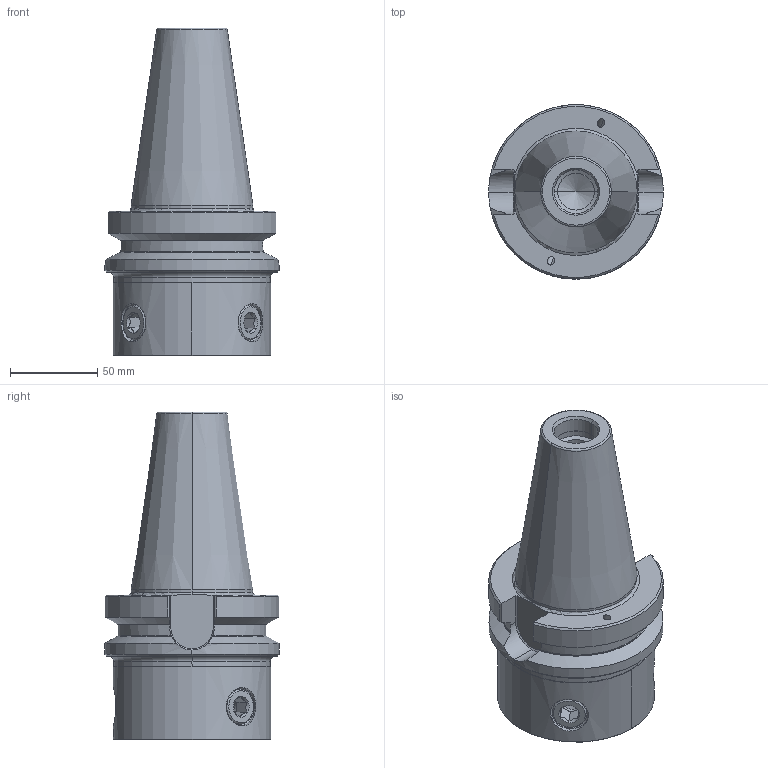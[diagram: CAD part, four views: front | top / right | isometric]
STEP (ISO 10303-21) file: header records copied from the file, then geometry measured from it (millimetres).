
FILE_DESCRIPTION(('no description'),'unknown implementation level');
FILE_NAME('80E0C82B-6403-4AF7-91A8-4FC0107B252F_export.stp',' ',('CIMSOURCE GmbH'),('CADClick - KiM GmbH - www.kimweb.de'),'unknown preprocess','ACIS','unknown authorization');
FILE_SCHEMA(('automotive_design'));
Length unit declared in the file: millimetre
Products named in the file (4): 323.776N Kaiser SK50 BTBD X CKN7 X 160|690.437 Kaiser ETL M20 X 29 CK7_Standard;NONE; 323.776N Kaiser SK50 BTBD X CKN7 X 160|323.776N Kaiser SK50 BTBD X CKN7 X 160_Standard;NONE
Bounding box: 100 x 100 x 187.8 mm (x, y, z)
Volume: 636232 mm3; surface area: 89487.5 mm2
Topology: 4 solids, 4 shells, 280 faces, 664 edges, 395 vertices
Faces by surface type: cylinder 96, plane 90, cone 82, torus 12
Entity records: 16652 total; most frequent: CARTESIAN_POINT 2717, DIRECTION 1370, STYLED_ITEM 1333, PRESENTATION_STYLE_ASSIGNMENT 1333, COLOUR_RGB 1333, ORIENTED_EDGE 1308, EDGE_CURVE 654, CURVE_STYLE 654
